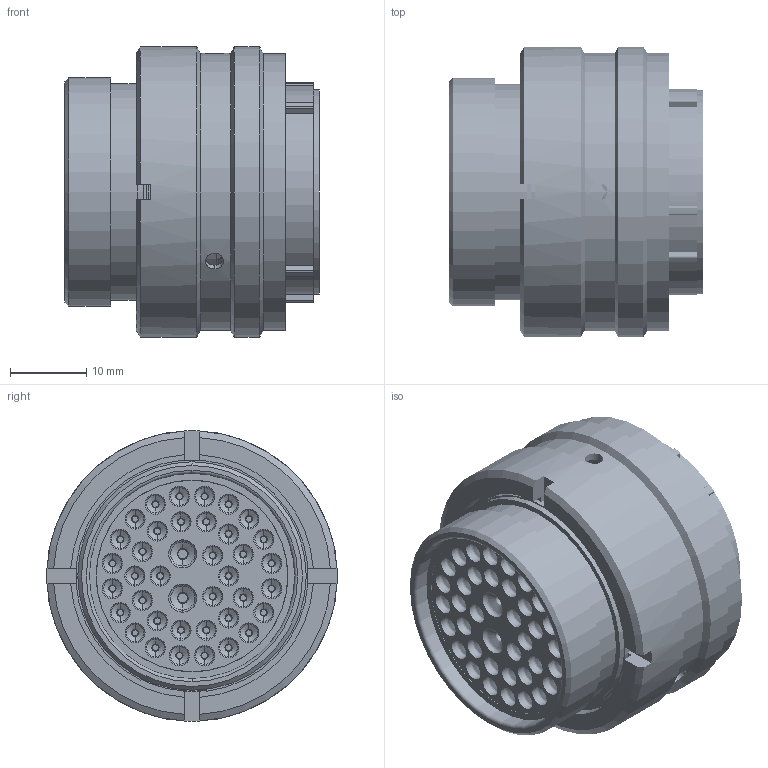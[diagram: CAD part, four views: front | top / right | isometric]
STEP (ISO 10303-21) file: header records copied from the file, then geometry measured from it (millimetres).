
FILE_DESCRIPTION (( 'STEP AP214' ), '1' );
FILE_NAME ('AS620-39PC.STEP', '2019-08-28T14:48:32', ( 'TE Connectivity' ), ( 'TE Connectivity' ), 'SwSTEP 2.0', 'SolidWorks 2016', '' );
FILE_SCHEMA (( 'AUTOMOTIVE_DESIGN' ));
Length unit declared in the file: millimetre
Products named in the file (1): AS620-39PC
Bounding box: 33.37 x 38.1 x 38.1 mm (x, y, z)
Volume: 17211.3 mm3; surface area: 21355.6 mm2
Topology: 48 solids, 48 shells, 2920 faces, 6932 edges, 4200 vertices
Faces by surface type: cylinder 1079, torus 708, plane 644, cone 480, bspline 9
Entity records: 124765 total; most frequent: CARTESIAN_POINT 26330, ORIENTED_EDGE 13864, DIRECTION 13820, EDGE_CURVE 6932, AXIS2_PLACEMENT_3D 6008, VERTEX_POINT 4200, EDGE_LOOP 3260, CIRCLE 3096
